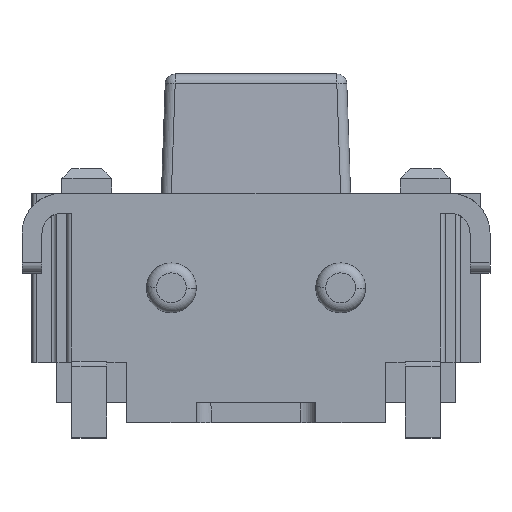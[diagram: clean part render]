
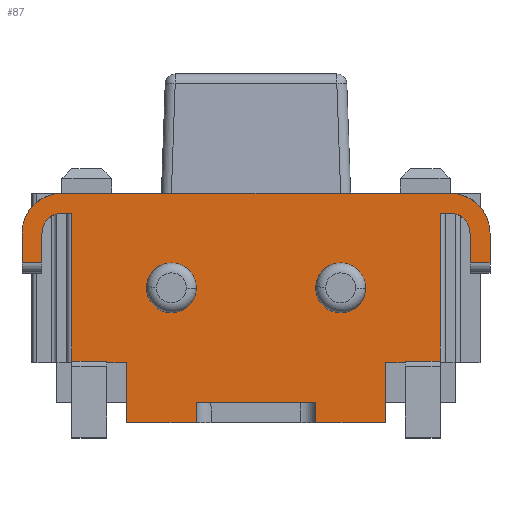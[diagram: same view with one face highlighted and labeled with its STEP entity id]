
A CAD part, top view. The second image highlights one B-rep face of the part: STEP entity #87.
In plain terms, the highlighted planar face has unit normal (0, 0, 1).
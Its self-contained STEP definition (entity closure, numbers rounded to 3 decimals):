
#87=ADVANCED_FACE('',(#739,#740,#741),#742,.T.);
#739=FACE_OUTER_BOUND('',#1950,.T.);
#740=FACE_BOUND('',#1951,.T.);
#741=FACE_BOUND('',#1952,.T.);
#742=PLANE('',#1953);
#1950=EDGE_LOOP('',(#3805,#3806,#3807,#3808,#3809,#3810,#3811,#3812,#3813,#3814,#3815,#3816,#3817,#3818,#3819,#3820,#3821,#3822,#3823,#3824,#3825,#3826,#3827,#3828,#3829,#3830,#3831,#3832));
#1951=EDGE_LOOP('',(#3833,#3834));
#1952=EDGE_LOOP('',(#3835,#3836));
#1953=AXIS2_PLACEMENT_3D('',#3837,#3838,#3839);
#3805=ORIENTED_EDGE('',*,*,#8720,.T.);
#3806=ORIENTED_EDGE('',*,*,#8721,.T.);
#3807=ORIENTED_EDGE('',*,*,#8624,.T.);
#3808=ORIENTED_EDGE('',*,*,#8693,.T.);
#3809=ORIENTED_EDGE('',*,*,#8722,.T.);
#3810=ORIENTED_EDGE('',*,*,#8723,.T.);
#3811=ORIENTED_EDGE('',*,*,#8724,.T.);
#3812=ORIENTED_EDGE('',*,*,#8725,.T.);
#3813=ORIENTED_EDGE('',*,*,#8726,.T.);
#3814=ORIENTED_EDGE('',*,*,#8727,.T.);
#3815=ORIENTED_EDGE('',*,*,#8728,.F.);
#3816=ORIENTED_EDGE('',*,*,#8729,.F.);
#3817=ORIENTED_EDGE('',*,*,#8730,.T.);
#3818=ORIENTED_EDGE('',*,*,#8731,.F.);
#3819=ORIENTED_EDGE('',*,*,#8732,.T.);
#3820=ORIENTED_EDGE('',*,*,#8733,.T.);
#3821=ORIENTED_EDGE('',*,*,#8734,.T.);
#3822=ORIENTED_EDGE('',*,*,#8735,.F.);
#3823=ORIENTED_EDGE('',*,*,#8736,.T.);
#3824=ORIENTED_EDGE('',*,*,#8737,.T.);
#3825=ORIENTED_EDGE('',*,*,#8738,.T.);
#3826=ORIENTED_EDGE('',*,*,#8739,.T.);
#3827=ORIENTED_EDGE('',*,*,#8740,.F.);
#3828=ORIENTED_EDGE('',*,*,#8741,.T.);
#3829=ORIENTED_EDGE('',*,*,#8742,.T.);
#3830=ORIENTED_EDGE('',*,*,#8743,.T.);
#3831=ORIENTED_EDGE('',*,*,#8711,.T.);
#3832=ORIENTED_EDGE('',*,*,#8715,.T.);
#3833=ORIENTED_EDGE('',*,*,#8172,.F.);
#3834=ORIENTED_EDGE('',*,*,#8744,.F.);
#3835=ORIENTED_EDGE('',*,*,#8187,.F.);
#3836=ORIENTED_EDGE('',*,*,#8745,.F.);
#3837=CARTESIAN_POINT('',(0.0,0.0,0.95));
#3838=DIRECTION('',(0.0,0.0,1.0));
#3839=DIRECTION('',(1.0,-0.0,0.0));
#8172=EDGE_CURVE('',#9842,#9845,#9846,.T.);
#8187=EDGE_CURVE('',#9871,#9873,#9874,.T.);
#8624=EDGE_CURVE('',#10744,#10742,#10745,.F.);
#8693=EDGE_CURVE('',#10742,#10857,#10860,.F.);
#8711=EDGE_CURVE('',#10891,#10892,#10893,.F.);
#8715=EDGE_CURVE('',#10892,#10898,#10899,.F.);
#8720=EDGE_CURVE('',#10898,#10904,#10906,.F.);
#8721=EDGE_CURVE('',#10904,#10744,#10907,.T.);
#8722=EDGE_CURVE('',#10857,#10908,#10909,.T.);
#8723=EDGE_CURVE('',#10908,#10910,#10911,.F.);
#8724=EDGE_CURVE('',#10910,#10912,#10913,.T.);
#8725=EDGE_CURVE('',#10912,#10914,#10915,.F.);
#8726=EDGE_CURVE('',#10914,#10916,#10917,.T.);
#8727=EDGE_CURVE('',#10916,#10918,#10919,.F.);
#8728=EDGE_CURVE('',#10920,#10918,#10921,.T.);
#8729=EDGE_CURVE('',#10922,#10920,#10923,.F.);
#8730=EDGE_CURVE('',#10922,#10924,#10925,.T.);
#8731=EDGE_CURVE('',#10926,#10924,#10927,.T.);
#8732=EDGE_CURVE('',#10926,#10928,#10929,.T.);
#8733=EDGE_CURVE('',#10928,#10930,#10931,.F.);
#8734=EDGE_CURVE('',#10930,#10932,#10933,.T.);
#8735=EDGE_CURVE('',#10934,#10932,#10935,.T.);
#8736=EDGE_CURVE('',#10934,#10936,#10937,.T.);
#8737=EDGE_CURVE('',#10936,#10938,#10939,.F.);
#8738=EDGE_CURVE('',#10938,#10940,#10941,.T.);
#8739=EDGE_CURVE('',#10940,#10942,#10943,.F.);
#8740=EDGE_CURVE('',#10944,#10942,#10945,.T.);
#8741=EDGE_CURVE('',#10944,#10946,#10947,.F.);
#8742=EDGE_CURVE('',#10946,#10948,#10949,.T.);
#8743=EDGE_CURVE('',#10948,#10891,#10950,.F.);
#8744=EDGE_CURVE('',#9845,#9842,#10951,.T.);
#8745=EDGE_CURVE('',#9873,#9871,#10952,.T.);
#9842=VERTEX_POINT('',#12609);
#9845=VERTEX_POINT('',#12613);
#9846=CIRCLE('',#12614,0.25);
#9871=VERTEX_POINT('',#12640);
#9873=VERTEX_POINT('',#12643);
#9874=CIRCLE('',#12644,0.25);
#10742=VERTEX_POINT('',#13939);
#10744=VERTEX_POINT('',#13942);
#10745=LINE('',#13943,#13944);
#10857=VERTEX_POINT('',#14101);
#10860=CIRCLE('',#14105,0.4);
#10891=VERTEX_POINT('',#14155);
#10892=VERTEX_POINT('',#14156);
#10893=LINE('',#14157,#14158);
#10898=VERTEX_POINT('',#14165);
#10899=LINE('',#14166,#14167);
#10904=VERTEX_POINT('',#14174);
#10906=LINE('',#14177,#14178);
#10907=CIRCLE('',#14179,0.4);
#10908=VERTEX_POINT('',#14180);
#10909=LINE('',#14181,#14182);
#10910=VERTEX_POINT('',#14183);
#10911=LINE('',#14184,#14185);
#10912=VERTEX_POINT('',#14186);
#10913=LINE('',#14187,#14188);
#10914=VERTEX_POINT('',#14189);
#10915=CIRCLE('',#14190,0.2);
#10916=VERTEX_POINT('',#14191);
#10917=LINE('',#14192,#14193);
#10918=VERTEX_POINT('',#14194);
#10919=LINE('',#14195,#14196);
#10920=VERTEX_POINT('',#14197);
#10921=LINE('',#14198,#14199);
#10922=VERTEX_POINT('',#14200);
#10923=LINE('',#14201,#14202);
#10924=VERTEX_POINT('',#14203);
#10925=LINE('',#14204,#14205);
#10926=VERTEX_POINT('',#14206);
#10927=LINE('',#14207,#14208);
#10928=VERTEX_POINT('',#14209);
#10929=LINE('',#14210,#14211);
#10930=VERTEX_POINT('',#14212);
#10931=LINE('',#14213,#14214);
#10932=VERTEX_POINT('',#14215);
#10933=LINE('',#14216,#14217);
#10934=VERTEX_POINT('',#14218);
#10935=LINE('',#14219,#14220);
#10936=VERTEX_POINT('',#14221);
#10937=LINE('',#14222,#14223);
#10938=VERTEX_POINT('',#14224);
#10939=LINE('',#14225,#14226);
#10940=VERTEX_POINT('',#14227);
#10941=LINE('',#14228,#14229);
#10942=VERTEX_POINT('',#14230);
#10943=LINE('',#14231,#14232);
#10944=VERTEX_POINT('',#14233);
#10945=LINE('',#14234,#14235);
#10946=VERTEX_POINT('',#14236);
#10947=LINE('',#14237,#14238);
#10948=VERTEX_POINT('',#14239);
#10949=LINE('',#14240,#14241);
#10950=CIRCLE('',#14242,0.2);
#10951=CIRCLE('',#14243,0.25);
#10952=CIRCLE('',#14244,0.25);
#12609=CARTESIAN_POINT('',(1.1,1.35,0.95));
#12613=CARTESIAN_POINT('',(0.6,1.35,0.95));
#12614=AXIS2_PLACEMENT_3D('',#16968,#16969,#16970);
#12640=CARTESIAN_POINT('',(-0.6,1.35,0.95));
#12643=CARTESIAN_POINT('',(-1.1,1.35,0.95));
#12644=AXIS2_PLACEMENT_3D('',#17009,#17010,#17011);
#13939=CARTESIAN_POINT('',(-1.95,2.3,0.95));
#13942=CARTESIAN_POINT('',(1.95,2.3,0.95));
#13943=CARTESIAN_POINT('',(1.125,2.3,0.95));
#13944=VECTOR('',#17464,1.0);
#14101=CARTESIAN_POINT('',(-2.35,1.9,0.95));
#14105=AXIS2_PLACEMENT_3D('',#17577,#17578,#17579);
#14155=CARTESIAN_POINT('',(2.15,1.9,0.95));
#14156=CARTESIAN_POINT('',(2.15,1.6,0.95));
#14157=CARTESIAN_POINT('',(2.15,1.05,0.95));
#14158=VECTOR('',#17608,1.0);
#14165=CARTESIAN_POINT('',(2.35,1.6,0.95));
#14166=CARTESIAN_POINT('',(-8.477,1.6,0.95));
#14167=VECTOR('',#17614,1.0);
#14174=CARTESIAN_POINT('',(2.35,1.9,0.95));
#14177=CARTESIAN_POINT('',(2.35,0.75,0.95));
#14178=VECTOR('',#17621,1.0);
#14179=AXIS2_PLACEMENT_3D('',#17622,#17623,#17624);
#14180=CARTESIAN_POINT('',(-2.35,1.6,0.95));
#14181=CARTESIAN_POINT('',(-2.35,1.15,0.95));
#14182=VECTOR('',#17625,1.0);
#14183=CARTESIAN_POINT('',(-2.15,1.6,0.95));
#14184=CARTESIAN_POINT('',(-8.477,1.6,0.95));
#14185=VECTOR('',#17626,1.0);
#14186=CARTESIAN_POINT('',(-2.15,1.9,0.95));
#14187=CARTESIAN_POINT('',(-2.15,0.75,0.95));
#14188=VECTOR('',#17627,1.0);
#14189=CARTESIAN_POINT('',(-1.95,2.1,0.95));
#14190=AXIS2_PLACEMENT_3D('',#17628,#17629,#17630);
#14191=CARTESIAN_POINT('',(-1.85,2.1,0.95));
#14192=CARTESIAN_POINT('',(-1.075,2.1,0.95));
#14193=VECTOR('',#17631,1.0);
#14194=CARTESIAN_POINT('',(-1.85,0.615,0.95));
#14195=CARTESIAN_POINT('',(-1.85,8.269,0.95));
#14196=VECTOR('',#17632,1.0);
#14197=CARTESIAN_POINT('',(-1.5,0.615,0.95));
#14198=CARTESIAN_POINT('',(-1.85,0.615,0.95));
#14199=VECTOR('',#17633,1.0);
#14200=CARTESIAN_POINT('',(-1.5,0.6,0.95));
#14201=CARTESIAN_POINT('',(-1.5,0.0,0.95));
#14202=VECTOR('',#17634,1.0);
#14203=CARTESIAN_POINT('',(-1.3,0.6,0.95));
#14204=CARTESIAN_POINT('',(0.0,0.6,0.95));
#14205=VECTOR('',#17635,1.0);
#14206=CARTESIAN_POINT('',(-1.3,0.0,0.95));
#14207=CARTESIAN_POINT('',(-1.3,0.0,0.95));
#14208=VECTOR('',#17636,1.0);
#14209=CARTESIAN_POINT('',(-0.6,0.0,0.95));
#14210=CARTESIAN_POINT('',(-1.125,0.0,0.95));
#14211=VECTOR('',#17637,1.0);
#14212=CARTESIAN_POINT('',(-0.6,0.2,0.95));
#14213=CARTESIAN_POINT('',(-0.6,0.0,0.95));
#14214=VECTOR('',#17638,1.0);
#14215=CARTESIAN_POINT('',(0.6,0.2,0.95));
#14216=CARTESIAN_POINT('',(0.0,0.2,0.95));
#14217=VECTOR('',#17639,1.0);
#14218=CARTESIAN_POINT('',(0.6,0.0,0.95));
#14219=CARTESIAN_POINT('',(0.6,0.0,0.95));
#14220=VECTOR('',#17640,1.0);
#14221=CARTESIAN_POINT('',(1.3,0.0,0.95));
#14222=CARTESIAN_POINT('',(-1.125,0.0,0.95));
#14223=VECTOR('',#17641,1.0);
#14224=CARTESIAN_POINT('',(1.3,0.6,0.95));
#14225=CARTESIAN_POINT('',(1.3,0.0,0.95));
#14226=VECTOR('',#17642,1.0);
#14227=CARTESIAN_POINT('',(1.5,0.6,0.95));
#14228=CARTESIAN_POINT('',(0.0,0.6,0.95));
#14229=VECTOR('',#17643,1.0);
#14230=CARTESIAN_POINT('',(1.5,0.615,0.95));
#14231=CARTESIAN_POINT('',(1.5,0.0,0.95));
#14232=VECTOR('',#17644,1.0);
#14233=CARTESIAN_POINT('',(1.85,0.615,0.95));
#14234=CARTESIAN_POINT('',(1.85,0.615,0.95));
#14235=VECTOR('',#17645,1.0);
#14236=CARTESIAN_POINT('',(1.85,2.1,0.95));
#14237=CARTESIAN_POINT('',(1.85,-4.927,0.95));
#14238=VECTOR('',#17646,1.0);
#14239=CARTESIAN_POINT('',(1.95,2.1,0.95));
#14240=CARTESIAN_POINT('',(0.95,2.1,0.95));
#14241=VECTOR('',#17647,1.0);
#14242=AXIS2_PLACEMENT_3D('',#17648,#17649,#17650);
#14243=AXIS2_PLACEMENT_3D('',#17651,#17652,#17653);
#14244=AXIS2_PLACEMENT_3D('',#17654,#17655,#17656);
#16968=CARTESIAN_POINT('',(0.85,1.35,0.95));
#16969=DIRECTION('',(0.0,0.0,1.0));
#16970=DIRECTION('',(1.0,0.0,0.0));
#17009=CARTESIAN_POINT('',(-0.85,1.35,0.95));
#17010=DIRECTION('',(0.0,0.0,1.0));
#17011=DIRECTION('',(1.0,0.0,0.0));
#17464=DIRECTION('',(1.0,0.0,0.0));
#17577=CARTESIAN_POINT('',(-1.95,1.9,0.95));
#17578=DIRECTION('',(-0.0,0.0,-1.0));
#17579=DIRECTION('',(-1.0,0.0,0.0));
#17608=DIRECTION('',(0.0,1.0,-0.0));
#17614=DIRECTION('',(-1.0,0.0,0.0));
#17621=DIRECTION('',(0.0,-1.0,0.0));
#17622=CARTESIAN_POINT('',(1.95,1.9,0.95));
#17623=DIRECTION('',(0.0,-0.0,1.0));
#17624=DIRECTION('',(0.0,1.0,0.0));
#17625=DIRECTION('',(0.0,-1.0,0.0));
#17626=DIRECTION('',(-1.0,0.0,0.0));
#17627=DIRECTION('',(0.0,1.0,0.0));
#17628=CARTESIAN_POINT('',(-1.95,1.9,0.95));
#17629=DIRECTION('',(0.0,-0.0,1.0));
#17630=DIRECTION('',(0.0,1.0,0.0));
#17631=DIRECTION('',(1.0,0.0,-0.0));
#17632=DIRECTION('',(0.0,1.0,-0.0));
#17633=DIRECTION('',(-1.0,0.0,-0.0));
#17634=DIRECTION('',(0.0,-1.0,0.0));
#17635=DIRECTION('',(1.0,0.0,-0.0));
#17636=DIRECTION('',(0.0,1.0,0.0));
#17637=DIRECTION('',(1.0,0.0,-0.0));
#17638=DIRECTION('',(0.0,-1.0,0.0));
#17639=DIRECTION('',(1.0,0.0,-0.0));
#17640=DIRECTION('',(0.0,1.0,0.0));
#17641=DIRECTION('',(1.0,0.0,-0.0));
#17642=DIRECTION('',(0.0,-1.0,0.0));
#17643=DIRECTION('',(1.0,0.0,-0.0));
#17644=DIRECTION('',(0.0,-1.0,0.0));
#17645=DIRECTION('',(-1.0,0.0,-0.0));
#17646=DIRECTION('',(0.0,-1.0,0.0));
#17647=DIRECTION('',(1.0,0.0,-0.0));
#17648=CARTESIAN_POINT('',(1.95,1.9,0.95));
#17649=DIRECTION('',(0.0,0.0,1.0));
#17650=DIRECTION('',(1.0,0.0,0.0));
#17651=CARTESIAN_POINT('',(0.85,1.35,0.95));
#17652=DIRECTION('',(0.0,0.0,1.0));
#17653=DIRECTION('',(1.0,0.0,0.0));
#17654=CARTESIAN_POINT('',(-0.85,1.35,0.95));
#17655=DIRECTION('',(0.0,0.0,1.0));
#17656=DIRECTION('',(1.0,0.0,0.0));
